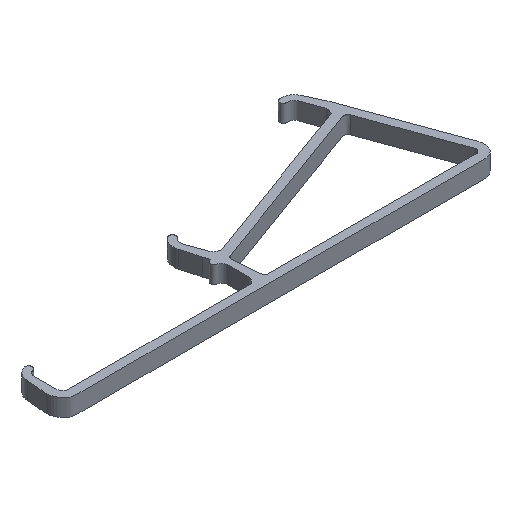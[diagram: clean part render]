
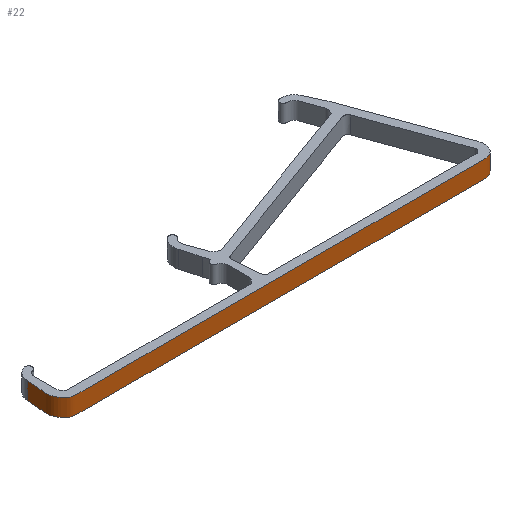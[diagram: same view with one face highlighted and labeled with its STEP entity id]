
A CAD part, isometric view. The second image highlights one B-rep face of the part: STEP entity #22.
In plain terms, the highlighted free-form (B-spline) face has degree [2, 1] with [21, 2] control points.
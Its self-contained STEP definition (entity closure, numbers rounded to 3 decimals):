
#22=ADVANCED_FACE($,(#40),#225,.T.);
#40=FACE_OUTER_BOUND($,#58,.T.);
#58=EDGE_LOOP($,(#118,#119,#120,#121));
#118=ORIENTED_EDGE($,*,*,#183,.T.);
#119=ORIENTED_EDGE($,*,*,#172,.T.);
#120=ORIENTED_EDGE($,*,*,#182,.F.);
#121=ORIENTED_EDGE($,*,*,#161,.F.);
#161=EDGE_CURVE($,#201,#200,#242,.T.);
#172=EDGE_CURVE($,#212,#211,#251,.T.);
#182=EDGE_CURVE($,#200,#211,#270,.T.);
#183=EDGE_CURVE($,#201,#212,#271,.T.);
#200=VERTEX_POINT($,#863);
#201=VERTEX_POINT($,#864);
#211=VERTEX_POINT($,#874);
#212=VERTEX_POINT($,#875);
#225=(
BOUNDED_SURFACE()
B_SPLINE_SURFACE(2,1,((#737,#738),(#739,#740),(#741,#742),(#743,#744),(#745,
#746),(#747,#748),(#749,#750),(#751,#752),(#753,#754),(#755,#756),(#757,
#758),(#759,#760),(#761,#762),(#763,#764),(#765,#766),(#767,#768),(#769,
#770),(#771,#772),(#773,#774),(#775,#776),(#777,#778)),.UNSPECIFIED.,.F.,
.F.,.F.)
B_SPLINE_SURFACE_WITH_KNOTS((3,2,2,2,2,2,2,2,2,2,3),(2,2),(-136.293,
-131.78,-128.642,-127.89,-126.32,-85.679,
-82.799,-79.919,-77.669,-77.35,
-72.838),(0.,4.),.UNSPECIFIED.)
GEOMETRIC_REPRESENTATION_ITEM()
RATIONAL_B_SPLINE_SURFACE(((1.,1.),(1.,1.),(1.,1.),(0.906,0.906),
(1.,1.),(1.,1.),(1.,1.),(0.924,0.924),(1.,1.),(1.,
1.),(1.,1.),(0.887,0.887),(1.,1.),(0.887,
0.887),(1.,1.),(1.,1.),(1.,1.),(1.008,1.008),
(1.017,1.017),(1.017,1.017),
(1.017,1.017)))
REPRESENTATION_ITEM($)
SURFACE()
);
#242=(
BOUNDED_CURVE()
B_SPLINE_CURVE(2,(#446,#447,#448,#449,#450,#451,#452,#453,#454,#455,#456,
#457,#458,#459,#460,#461,#462,#463,#464,#465,#466),.UNSPECIFIED.,.F.,.F.)
B_SPLINE_CURVE_WITH_KNOTS((3,2,2,2,2,2,2,2,2,2,3),(72.838,77.35,
77.669,79.919,82.799,85.679,126.32,
127.89,128.642,131.78,136.293),.UNSPECIFIED.)
CURVE()
GEOMETRIC_REPRESENTATION_ITEM()
RATIONAL_B_SPLINE_CURVE((1.,1.,1.,0.991,0.983,0.983,
0.983,0.872,0.983,0.872,
0.983,0.983,0.983,0.908,
0.983,0.983,0.983,0.891,
0.983,0.991,1.))
REPRESENTATION_ITEM($)
);
#251=(
BOUNDED_CURVE()
B_SPLINE_CURVE(2,(#537,#538,#539,#540,#541,#542,#543,#544,#545,#546,#547,
#548,#549,#550,#551,#552,#553,#554,#555,#556,#557),.UNSPECIFIED.,.F.,.F.)
B_SPLINE_CURVE_WITH_KNOTS((3,2,2,2,2,2,2,2,2,2,3),(72.838,77.35,
77.669,79.919,82.799,85.679,126.32,
127.89,128.642,131.78,136.293),.UNSPECIFIED.)
CURVE()
GEOMETRIC_REPRESENTATION_ITEM()
RATIONAL_B_SPLINE_CURVE((1.,1.,1.,0.991,0.983,0.983,
0.983,0.872,0.983,0.872,
0.983,0.983,0.983,0.908,
0.983,0.983,0.983,0.891,
0.983,0.991,1.))
REPRESENTATION_ITEM($)
);
#270=B_SPLINE_CURVE_WITH_KNOTS($,1,(#600,#601),.UNSPECIFIED.,.F.,.F.,(2,
2),(0.,4.),.UNSPECIFIED.);
#271=B_SPLINE_CURVE_WITH_KNOTS($,1,(#602,#603),.UNSPECIFIED.,.F.,.F.,(2,
2),(0.,4.),.UNSPECIFIED.);
#446=CARTESIAN_POINT($,(86.335,31.778,-4.));
#447=CARTESIAN_POINT($,(87.287,29.732,-4.));
#448=CARTESIAN_POINT($,(88.238,27.686,-4.));
#449=CARTESIAN_POINT($,(88.304,27.545,-4.));
#450=CARTESIAN_POINT($,(88.357,27.399,-4.));
#451=CARTESIAN_POINT($,(92.975,14.713,-4.));
#452=CARTESIAN_POINT($,(97.592,2.026,-4.));
#453=CARTESIAN_POINT($,(98.126,0.559,-4.));
#454=CARTESIAN_POINT($,(97.231,-0.721,-4.));
#455=CARTESIAN_POINT($,(96.335,-2.,-4.));
#456=CARTESIAN_POINT($,(94.773,-2.,-4.));
#457=CARTESIAN_POINT($,(47.387,-2.,-4.));
#458=CARTESIAN_POINT($,(0.,-2.,-4.));
#459=CARTESIAN_POINT($,(-0.828,-2.,-4.));
#460=CARTESIAN_POINT($,(-1.414,-1.414,-4.));
#461=CARTESIAN_POINT($,(-1.68,-1.149,-4.));
#462=CARTESIAN_POINT($,(-1.946,-0.883,-4.));
#463=CARTESIAN_POINT($,(-3.131,0.303,-4.));
#464=CARTESIAN_POINT($,(-2.987,1.974,-4.));
#465=CARTESIAN_POINT($,(-2.792,4.221,-4.));
#466=CARTESIAN_POINT($,(-2.597,6.469,-4.));
#537=CARTESIAN_POINT($,(86.335,31.778,0.));
#538=CARTESIAN_POINT($,(87.287,29.732,0.));
#539=CARTESIAN_POINT($,(88.238,27.686,0.));
#540=CARTESIAN_POINT($,(88.304,27.545,0.));
#541=CARTESIAN_POINT($,(88.357,27.399,0.));
#542=CARTESIAN_POINT($,(92.975,14.713,0.));
#543=CARTESIAN_POINT($,(97.592,2.026,0.));
#544=CARTESIAN_POINT($,(98.126,0.559,0.));
#545=CARTESIAN_POINT($,(97.231,-0.721,0.));
#546=CARTESIAN_POINT($,(96.335,-2.,0.));
#547=CARTESIAN_POINT($,(94.773,-2.,0.));
#548=CARTESIAN_POINT($,(47.387,-2.,0.));
#549=CARTESIAN_POINT($,(0.,-2.,0.));
#550=CARTESIAN_POINT($,(-0.828,-2.,0.));
#551=CARTESIAN_POINT($,(-1.414,-1.414,0.));
#552=CARTESIAN_POINT($,(-1.68,-1.149,0.));
#553=CARTESIAN_POINT($,(-1.946,-0.883,0.));
#554=CARTESIAN_POINT($,(-3.131,0.303,0.));
#555=CARTESIAN_POINT($,(-2.987,1.974,0.));
#556=CARTESIAN_POINT($,(-2.792,4.221,0.));
#557=CARTESIAN_POINT($,(-2.597,6.469,0.));
#600=CARTESIAN_POINT($,(-2.597,6.469,-4.));
#601=CARTESIAN_POINT($,(-2.597,6.469,0.));
#602=CARTESIAN_POINT($,(86.335,31.778,-4.));
#603=CARTESIAN_POINT($,(86.335,31.778,0.));
#737=CARTESIAN_POINT($,(-2.597,6.469,-4.));
#738=CARTESIAN_POINT($,(-2.597,6.469,0.));
#739=CARTESIAN_POINT($,(-2.792,4.221,-4.));
#740=CARTESIAN_POINT($,(-2.792,4.221,0.));
#741=CARTESIAN_POINT($,(-2.987,1.974,-4.));
#742=CARTESIAN_POINT($,(-2.987,1.974,0.));
#743=CARTESIAN_POINT($,(-3.131,0.303,-4.));
#744=CARTESIAN_POINT($,(-3.131,0.303,0.));
#745=CARTESIAN_POINT($,(-1.946,-0.883,-4.));
#746=CARTESIAN_POINT($,(-1.946,-0.883,0.));
#747=CARTESIAN_POINT($,(-1.68,-1.149,-4.));
#748=CARTESIAN_POINT($,(-1.68,-1.149,0.));
#749=CARTESIAN_POINT($,(-1.414,-1.414,-4.));
#750=CARTESIAN_POINT($,(-1.414,-1.414,0.));
#751=CARTESIAN_POINT($,(-0.828,-2.,-4.));
#752=CARTESIAN_POINT($,(-0.828,-2.,0.));
#753=CARTESIAN_POINT($,(0.,-2.,-4.));
#754=CARTESIAN_POINT($,(0.,-2.,0.));
#755=CARTESIAN_POINT($,(47.387,-2.,-4.));
#756=CARTESIAN_POINT($,(47.387,-2.,0.));
#757=CARTESIAN_POINT($,(94.773,-2.,-4.));
#758=CARTESIAN_POINT($,(94.773,-2.,0.));
#759=CARTESIAN_POINT($,(96.335,-2.,-4.));
#760=CARTESIAN_POINT($,(96.335,-2.,0.));
#761=CARTESIAN_POINT($,(97.231,-0.721,-4.));
#762=CARTESIAN_POINT($,(97.231,-0.721,0.));
#763=CARTESIAN_POINT($,(98.126,0.559,-4.));
#764=CARTESIAN_POINT($,(98.126,0.559,0.));
#765=CARTESIAN_POINT($,(97.592,2.026,-4.));
#766=CARTESIAN_POINT($,(97.592,2.026,0.));
#767=CARTESIAN_POINT($,(92.975,14.713,-4.));
#768=CARTESIAN_POINT($,(92.975,14.713,0.));
#769=CARTESIAN_POINT($,(88.357,27.399,-4.));
#770=CARTESIAN_POINT($,(88.357,27.399,0.));
#771=CARTESIAN_POINT($,(88.304,27.545,-4.));
#772=CARTESIAN_POINT($,(88.304,27.545,0.));
#773=CARTESIAN_POINT($,(88.238,27.686,-4.));
#774=CARTESIAN_POINT($,(88.238,27.686,0.));
#775=CARTESIAN_POINT($,(87.287,29.732,-4.));
#776=CARTESIAN_POINT($,(87.287,29.732,0.));
#777=CARTESIAN_POINT($,(86.335,31.778,-4.));
#778=CARTESIAN_POINT($,(86.335,31.778,0.));
#863=CARTESIAN_POINT($,(-2.597,6.469,-4.));
#864=CARTESIAN_POINT($,(86.335,31.778,-4.));
#874=CARTESIAN_POINT($,(-2.597,6.469,0.));
#875=CARTESIAN_POINT($,(86.335,31.778,0.));
